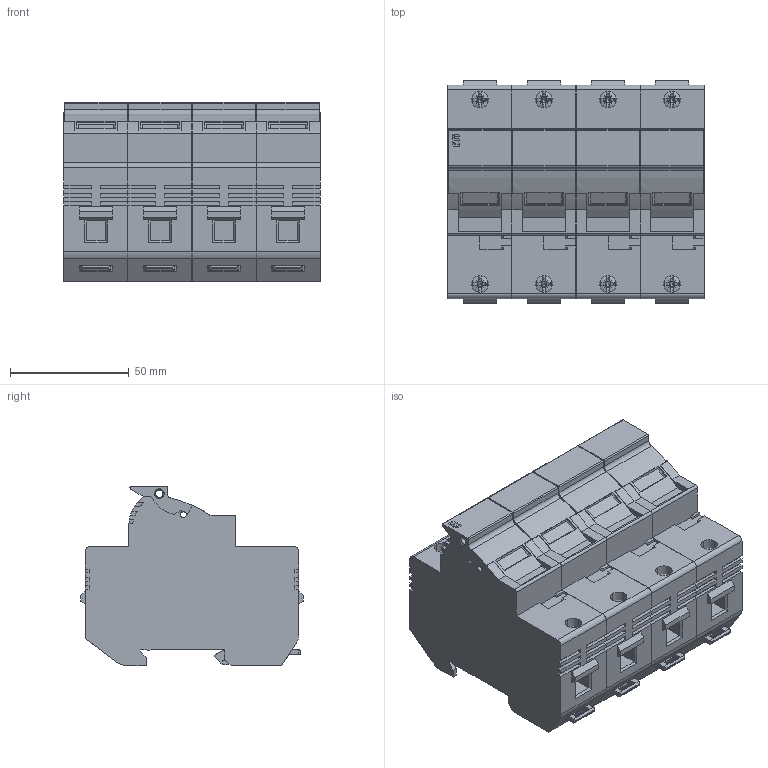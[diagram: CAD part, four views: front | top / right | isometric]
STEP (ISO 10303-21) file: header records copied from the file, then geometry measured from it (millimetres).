
FILE_DESCRIPTION((''),'2;1');
FILE_NAME('ASM0020_ASM','2021-01-18T',('marketing.praksa'),('Audax d.o.o.'),'CREO PARAMETRIC BY PTC INC, 2017480','CREO PARAMETRIC BY PTC INC, 2017480','');
FILE_SCHEMA(('AUTOMOTIVE_DESIGN { 1 0 10303 214 1 1 1 1 }'));
Products named in the file (53): EFD14_1P_DIM_1_1_1_2; EFD10_1P_2_1_1_1_2_1; ASM0004_ASM_1_ASM_1_ASM; SCREW_ASM_1_ASM; EFD10_1P_2_1_1_1_2_3_1; ASM0004_ASM_1_1_ASM_1_ASM; ASM0018_ASM_1_ASM; TMP_DWG_65_1_1_1_2_1; TMP_DWG_65_1_2_1_2_1; TMP_DWG_65_1_3_1_2_1; ASM0008_1_ASM_1_ASM; LOGO_X-4_94_Y-3_13_ASM_1_ASM; EFD14_1P_DIM_1_1_1_1; ASM0019_ASM_1_ASM_1_ASM; DIN_ASM_1_ASM; EFD_14_1P_ASM_1_ASM; EFD14_1P_DIM_1_1_1_2_3; EFD10_1P_2_1_1_1_2_1_1; ASM0004_ASM_1_ASM_1_1_ASM; SCREW_ASM_1_1_ASM; EFD10_1P_2_1_1_1_2_3_1_1; ASM0004_ASM_1_1_ASM_1_1_ASM; ASM0018_ASM_1_1_ASM; EFD14_1P_DIM_1_1_1_1_1; ASM0019_ASM_1_ASM_1_1_ASM; DIN_ASM_1_1_ASM; EFD_14_1P_ASM_1_1_ASM; ASM0021_ASM; EFD14_1P_DIM_1_1_1_2_3_4; EFD10_1P_2_1_1_1_2_1_1_2; ASM0004_ASM_1_ASM_1_1_2_ASM; SCREW_ASM_1_1_2_ASM; EFD10_1P_2_1_1_1_2_3_1_1_2; ASM0004_ASM_1_1_ASM_1_1_2_ASM; ASM0018_ASM_1_1_2_ASM; EFD14_1P_DIM_1_1_1_1_1_2; ASM0019_ASM_1_ASM_1_1_2_ASM; DIN_ASM_1_1_2_ASM; EFD_14_1P_ASM_1_1_2_ASM; ASM0022_ASM ...
Assembly tree (52 placements, depth 6):
  ASM0020_ASM
    EFD_14_1P_ASM_1_ASM
      EFD14_1P_DIM_1_1_1_2
      SCREW_ASM_1_ASM
        ASM0004_ASM_1_ASM_1_ASM
          EFD10_1P_2_1_1_1_2_1
      ASM0018_ASM_1_ASM
        ASM0004_ASM_1_1_ASM_1_ASM
          EFD10_1P_2_1_1_1_2_3_1
      LOGO_X-4_94_Y-3_13_ASM_1_ASM
        ASM0008_1_ASM_1_ASM
          TMP_DWG_65_1_1_1_2_1
          TMP_DWG_65_1_2_1_2_1
          TMP_DWG_65_1_3_1_2_1
      DIN_ASM_1_ASM
        ASM0019_ASM_1_ASM_1_ASM
          EFD14_1P_DIM_1_1_1_1
    ASM0021_ASM
      EFD_14_1P_ASM_1_1_ASM
        EFD14_1P_DIM_1_1_1_2_3
        SCREW_ASM_1_1_ASM
          ASM0004_ASM_1_ASM_1_1_ASM
            EFD10_1P_2_1_1_1_2_1_1
        ASM0018_ASM_1_1_ASM
          ASM0004_ASM_1_1_ASM_1_1_ASM
            EFD10_1P_2_1_1_1_2_3_1_1
        DIN_ASM_1_1_ASM
          ASM0019_ASM_1_ASM_1_1_ASM
            EFD14_1P_DIM_1_1_1_1_1
    ASM0022_ASM
      EFD_14_1P_ASM_1_1_2_ASM
        EFD14_1P_DIM_1_1_1_2_3_4
        SCREW_ASM_1_1_2_ASM
          ASM0004_ASM_1_ASM_1_1_2_ASM
            EFD10_1P_2_1_1_1_2_1_1_2
        ASM0018_ASM_1_1_2_ASM
          ASM0004_ASM_1_1_ASM_1_1_2_ASM
            EFD10_1P_2_1_1_1_2_3_1_1_2
        DIN_ASM_1_1_2_ASM
          ASM0019_ASM_1_ASM_1_1_2_ASM
            EFD14_1P_DIM_1_1_1_1_1_2
    ASM0023_ASM
      EFD_14_1P_ASM_1_1_2_3_ASM
        EFD14_1P_DIM_1_1_1_2_3_4_5
        SCREW_ASM_1_1_2_3_ASM
          ASM0004_ASM_1_ASM_1_1_2_3_ASM
            EFD10_1P_2_1_1_1_2_1_1_2_3
        ASM0018_ASM_1_1_2_3_ASM
          ASM0004_ASM_1_1_ASM_1_1_2_3_ASM
            EFD10_1P_2_1_1_1_2_3_1_1_2_3
        DIN_ASM_1_1_2_3_ASM
          ASM0019_ASM_1_ASM_1_1_2_3_ASM
            EFD14_1P_DIM_1_1_1_1_1_2_3
Bounding box: 108 x 94 x 75.84 mm (x, y, z)
Volume: 511067 mm3; surface area: 99043.9 mm2
Topology: 19 solids, 19 shells, 1738 faces, 5208 edges, 3500 vertices
Faces by surface type: plane 1374, cylinder 284, cone 64, sphere 16
Entity records: 78747 total; most frequent: CARTESIAN_POINT 12867, ORIENTED_EDGE 10384, DIRECTION 9558, PRESENTATION_STYLE_ASSIGNMENT 5265, STYLED_ITEM 5211, CURVE_STYLE 5192, EDGE_CURVE 5192, VECTOR 3872
